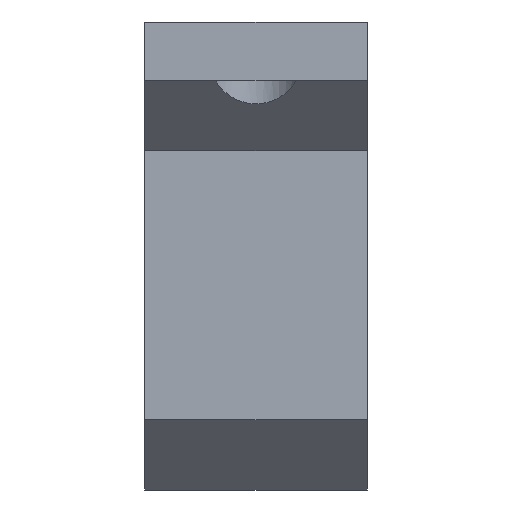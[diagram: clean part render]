
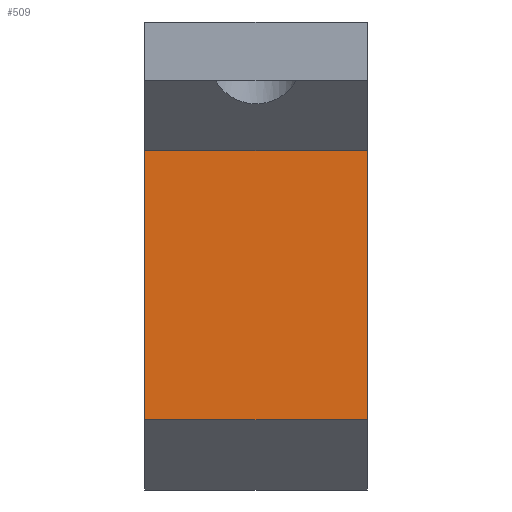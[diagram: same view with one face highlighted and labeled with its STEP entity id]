
A CAD part, front view. The second image highlights one B-rep face of the part: STEP entity #509.
In plain terms, the highlighted planar face has unit normal (0, -1, 0).
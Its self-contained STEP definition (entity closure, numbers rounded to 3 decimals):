
#42=PLANE('',#569);
#70=FACE_OUTER_BOUND('',#104,.T.);
#104=EDGE_LOOP('',(#452,#453,#454,#455));
#132=LINE('',#795,#179);
#137=LINE('',#805,#184);
#141=LINE('',#813,#188);
#157=LINE('',#851,#204);
#179=VECTOR('',#651,10.);
#184=VECTOR('',#658,10.);
#188=VECTOR('',#666,10.);
#204=VECTOR('',#708,10.);
#252=VERTEX_POINT('',#792);
#253=VERTEX_POINT('',#794);
#254=VERTEX_POINT('',#798);
#257=VERTEX_POINT('',#803);
#307=EDGE_CURVE('',#252,#253,#132,.T.);
#312=EDGE_CURVE('',#257,#254,#137,.T.);
#316=EDGE_CURVE('',#252,#254,#141,.T.);
#336=EDGE_CURVE('',#253,#257,#157,.T.);
#452=ORIENTED_EDGE('',*,*,#307,.F.);
#453=ORIENTED_EDGE('',*,*,#316,.T.);
#454=ORIENTED_EDGE('',*,*,#312,.F.);
#455=ORIENTED_EDGE('',*,*,#336,.F.);
#509=ADVANCED_FACE('',(#70),#42,.T.);
#569=AXIS2_PLACEMENT_3D('',#850,#706,#707);
#651=DIRECTION('',(1.,0.,0.));
#658=DIRECTION('',(-1.,0.,0.));
#666=DIRECTION('',(0.,0.,-1.));
#706=DIRECTION('center_axis',(0.,-1.,0.));
#707=DIRECTION('ref_axis',(-1.,0.,0.));
#708=DIRECTION('',(0.,0.,-1.));
#792=CARTESIAN_POINT('',(299.,125.,-21.));
#794=CARTESIAN_POINT('',(318.,125.,-21.));
#795=CARTESIAN_POINT('',(308.5,125.,-21.));
#798=CARTESIAN_POINT('',(299.,125.,-44.));
#803=CARTESIAN_POINT('',(318.,125.,-44.));
#805=CARTESIAN_POINT('',(313.25,125.,-44.));
#813=CARTESIAN_POINT('',(299.,125.,-10.));
#850=CARTESIAN_POINT('Origin',(318.,125.,-10.));
#851=CARTESIAN_POINT('',(318.,125.,-10.));
